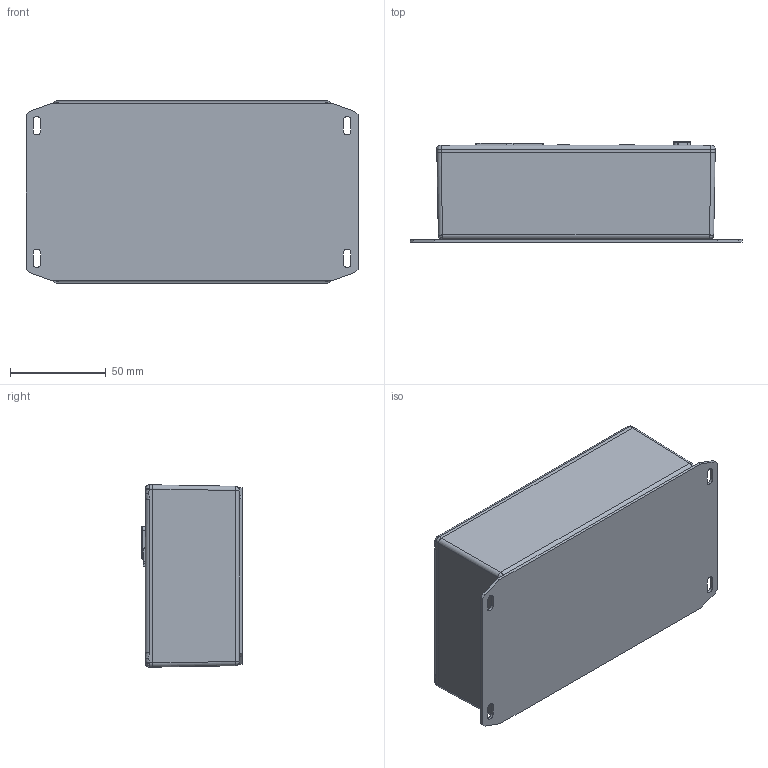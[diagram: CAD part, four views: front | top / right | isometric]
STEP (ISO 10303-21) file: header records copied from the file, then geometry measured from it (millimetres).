
FILE_DESCRIPTION (( 'STEP AP214' ), '1' );
FILE_NAME ('Lithiumate Assembly.STEP', '2011-04-17T19:11:51', ( 'Michael Baranello' ), ( 'Barnwerks, LLC' ), 'SwSTEP 2.0', 'SolidWorks 2011', '' );
FILE_SCHEMA (( 'AUTOMOTIVE_DESIGN' ));
Length unit declared in the file: inch
Products named in the file (12): Lithiumate Board Assy; NorComp 171-009-213; Molex 705430003; Molex 705430004; Molex 039281163; Molex 705430001; Lithiumate Board; 1590J Lid - Modified; PEM FHS-440-4ZI; 1590J Lid; 1590JF Box; Lithiumate Assembly
Assembly tree (35 placements, depth 3):
  Lithiumate Assembly
    1590J Lid - Modified
      PEM FHS-440-4ZI  x8
      1590J Lid
    1590JF Box
    Lithiumate Board Assy
      Molex 705430004  x17
      Molex 705430003  x2
      Molex 705430001
      Lithiumate Board
      NorComp 171-009-213
      Molex 039281163
Bounding box: 172.97 x 52.31 x 95 mm (x, y, z)
Volume: 165057.4 mm3; surface area: 149584.9 mm2
Topology: 33 solids, 33 shells, 3327 faces, 8616 edges, 5606 vertices
Faces by surface type: plane 2644, cylinder 322, bspline 241, cone 96, sphere 16, torus 8
Entity records: 59298 total; most frequent: CARTESIAN_POINT 15505, ORIENTED_EDGE 7516, DIRECTION 6312, EDGE_CURVE 3758, VECTOR 2728, LINE 2728, VERTEX_POINT 2461, AXIS2_PLACEMENT_3D 1792
